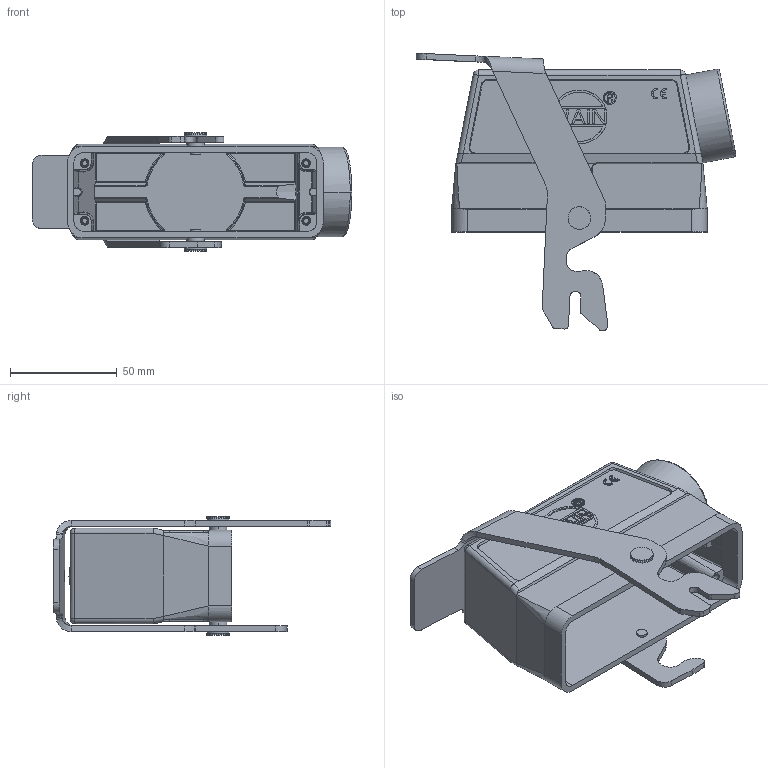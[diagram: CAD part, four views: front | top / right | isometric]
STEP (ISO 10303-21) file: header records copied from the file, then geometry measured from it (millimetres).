
FILE_DESCRIPTION(/* description */ (''),/* implementation_level */ '2;1');
FILE_NAME(/* name */ '3D_1240245255012_HV24B-SEH-1L_B-PG29_V1.1.stp',/* time_stamp */ '2024-01-17T16:44:02+08:00',/* author */ (''),/* organization */ (''),/* preprocessor_version */ 'ST-DEVELOPER v18.1',/* originating_system */ 'SIEMENS PLM Software NX 1980',/* authorisation */ '');
FILE_SCHEMA (('AUTOMOTIVE_DESIGN { 1 0 10303 214 3 1 1 1 }'));
Length unit declared in the file: millimetre
Products named in the file (1): 14593C30272Bdzh1
Bounding box: 150.09 x 130.39 x 55.6 mm (x, y, z)
Volume: 115767.7 mm3; surface area: 74915.3 mm2
Topology: 3 solids, 3 shells, 585 faces, 1540 edges, 1000 vertices
Faces by surface type: plane 302, cylinder 164, cone 46, sphere 26, bspline 23, torus 16, extrusion 8
Full cylindrical faces by diameter (mm): 32 x1, 35.6 x1
Entity records: 21467 total; most frequent: CARTESIAN_POINT 8211, ORIENTED_EDGE 3066, DIRECTION 2149, EDGE_CURVE 1533, VERTEX_POINT 998, VECTOR 851, LINE 843, AXIS2_PLACEMENT_3D 649
